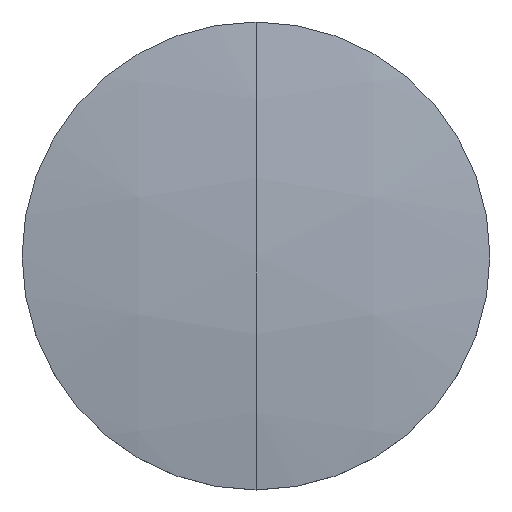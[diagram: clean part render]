
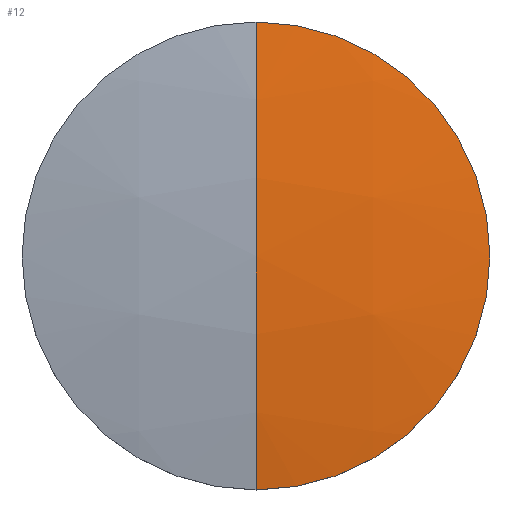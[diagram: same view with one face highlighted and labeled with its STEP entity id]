
A CAD part, top view. The second image highlights one B-rep face of the part: STEP entity #12.
In plain terms, the highlighted spherical face has radius 76.299 mm.
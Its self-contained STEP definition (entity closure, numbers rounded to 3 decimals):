
#12 = ADVANCED_FACE ( 'NONE', ( #112 ), #47, .T. ) ;
#20 = EDGE_CURVE ( 'NONE', #86, #99, #110, .T. ) ;
#30 = DIRECTION ( 'NONE',  ( 0., 1., 0. ) ) ;
#31 = DIRECTION ( 'NONE',  ( 0., 0., -1. ) ) ;
#32 = AXIS2_PLACEMENT_3D ( 'NONE', #52, #31, #30 ) ;
#33 = CIRCLE ( 'NONE', #32, 12.7 ) ;
#47 = SPHERICAL_SURFACE ( 'NONE', #82, 76.299 ) ;
#52 = CARTESIAN_POINT ( 'NONE',  ( 0., 0., 0.466 ) ) ;
#53 = CARTESIAN_POINT ( 'NONE',  ( 0., 0., 1.53 ) ) ;
#59 = DIRECTION ( 'NONE',  ( 0., 0., 1. ) ) ;
#60 = DIRECTION ( 'NONE',  ( -1., 0., 0. ) ) ;
#61 = AXIS2_PLACEMENT_3D ( 'NONE', #109, #60, #59 ) ;
#65 = EDGE_CURVE ( 'NONE', #86, #100, #97, .T. ) ;
#66 = ORIENTED_EDGE ( 'NONE', *, *, #20, .F. ) ;
#70 = CARTESIAN_POINT ( 'NONE',  ( 0., -12.7, 0.466 ) ) ;
#71 = CARTESIAN_POINT ( 'NONE',  ( 0., 12.7, 0.466 ) ) ;
#72 = ORIENTED_EDGE ( 'NONE', *, *, #98, .F. ) ;
#79 = DIRECTION ( 'NONE',  ( 0., 1., 0. ) ) ;
#80 = DIRECTION ( 'NONE',  ( 1., 0., 0. ) ) ;
#81 = CARTESIAN_POINT ( 'NONE',  ( 0., 0., -74.769 ) ) ;
#82 = AXIS2_PLACEMENT_3D ( 'NONE', #81, #80, #79 ) ;
#86 = VERTEX_POINT ( 'NONE', #53 ) ;
#87 = ORIENTED_EDGE ( 'NONE', *, *, #65, .T. ) ;
#94 = DIRECTION ( 'NONE',  ( 0., 1., 0. ) ) ;
#95 = DIRECTION ( 'NONE',  ( 1., 0., 0. ) ) ;
#96 = AXIS2_PLACEMENT_3D ( 'NONE', #106, #95, #94 ) ;
#97 = CIRCLE ( 'NONE', #96, 76.299 ) ;
#98 = EDGE_CURVE ( 'NONE', #99, #100, #33, .T. ) ;
#99 = VERTEX_POINT ( 'NONE', #71 ) ;
#100 = VERTEX_POINT ( 'NONE', #70 ) ;
#106 = CARTESIAN_POINT ( 'NONE',  ( 0., 0., -74.769 ) ) ;
#107 = EDGE_LOOP ( 'NONE', ( #66, #87, #72 ) ) ;
#109 = CARTESIAN_POINT ( 'NONE',  ( 0., 0., -74.769 ) ) ;
#110 = CIRCLE ( 'NONE', #61, 76.299 ) ;
#112 = FACE_OUTER_BOUND ( 'NONE', #107, .T. ) ;
